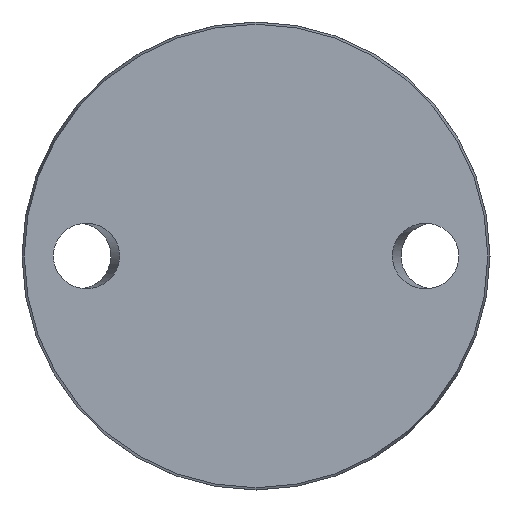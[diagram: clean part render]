
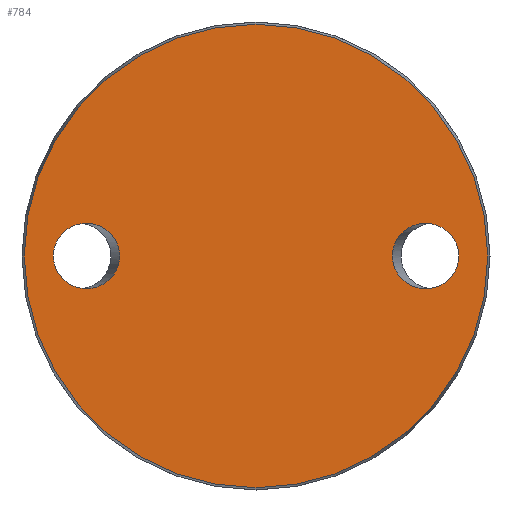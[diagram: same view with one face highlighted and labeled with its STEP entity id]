
A CAD part, front view. The second image highlights one B-rep face of the part: STEP entity #784.
In plain terms, the highlighted planar face has unit normal (0, -1, 0).
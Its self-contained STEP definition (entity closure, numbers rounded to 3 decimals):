
#4 = CARTESIAN_POINT ( 'NONE',  ( 34.385, 0., 0. ) ) ;
#12 = CARTESIAN_POINT ( 'NONE',  ( -51.115, 0., 0. ) ) ;
#38 = CARTESIAN_POINT ( 'NONE',  ( 0., 0., 0. ) ) ;
#79 = EDGE_CURVE ( 'NONE', #398, #398, #372, .T. ) ;
#104 = EDGE_LOOP ( 'NONE', ( #782 ) ) ;
#108 = DIRECTION ( 'NONE',  ( 0., 0., 1. ) ) ;
#136 = CARTESIAN_POINT ( 'NONE',  ( -51.115, 0., 0. ) ) ;
#165 = PLANE ( 'NONE',  #646 ) ;
#193 = CARTESIAN_POINT ( 'NONE',  ( -34.385, 0., 16.5 ) ) ;
#208 = DIRECTION ( 'NONE',  ( 0., -1., 0. ) ) ;
#233 = AXIS2_PLACEMENT_3D ( 'NONE', #38, #208, #402 ) ;
#234 = CARTESIAN_POINT ( 'NONE',  ( 51.115, 0., 0. ) ) ;
#235 = EDGE_LOOP ( 'NONE', ( #496 ) ) ;
#238 = CARTESIAN_POINT ( 'NONE',  ( 0., 0., -58.425 ) ) ;
#241 = CARTESIAN_POINT ( 'NONE',  ( 51.115, 0., 0. ) ) ;
#280 = CARTESIAN_POINT ( 'NONE',  ( 51.115, 0., 0. ) ) ;
#333 = FACE_BOUND ( 'NONE', #458, .T. ) ;
#359 = CIRCLE ( 'NONE', #233, 58.425 ) ;
#367 = CARTESIAN_POINT ( 'NONE',  ( -51.115, 0., 16.5 ) ) ;
#372 =( BOUNDED_CURVE ( )  B_SPLINE_CURVE ( 3, ( #12, #367, #193, #492, #613, #609, #136 ),
 .UNSPECIFIED., .T., .T. ) 
 B_SPLINE_CURVE_WITH_KNOTS ( ( 4, 3, 4 ),
 ( 0., 3.142, 6.283 ),
 .UNSPECIFIED. ) 
 CURVE ( )  GEOMETRIC_REPRESENTATION_ITEM ( )  RATIONAL_B_SPLINE_CURVE ( ( 1., 0.333, 0.333, 1., 0.333, 0.333, 1. ) ) 
 REPRESENTATION_ITEM ( '' )  );
#394 = FACE_OUTER_BOUND ( 'NONE', #104, .T. ) ;
#398 = VERTEX_POINT ( 'NONE', #701 ) ;
#400 = EDGE_CURVE ( 'NONE', #597, #597, #709, .T. ) ;
#402 = DIRECTION ( 'NONE',  ( 0., 0., -1. ) ) ;
#453 = ORIENTED_EDGE ( 'NONE', *, *, #79, .T. ) ;
#458 = EDGE_LOOP ( 'NONE', ( #453 ) ) ;
#466 = FACE_BOUND ( 'NONE', #235, .T. ) ;
#479 = CARTESIAN_POINT ( 'NONE',  ( 34.385, 0., 16.5 ) ) ;
#492 = CARTESIAN_POINT ( 'NONE',  ( -34.385, 0., 0. ) ) ;
#496 = ORIENTED_EDGE ( 'NONE', *, *, #400, .T. ) ;
#542 = CARTESIAN_POINT ( 'NONE',  ( 51.115, 0., -16.5 ) ) ;
#577 = DIRECTION ( 'NONE',  ( 0., 1., 0. ) ) ;
#597 = VERTEX_POINT ( 'NONE', #234 ) ;
#609 = CARTESIAN_POINT ( 'NONE',  ( -51.115, 0., -16.5 ) ) ;
#613 = CARTESIAN_POINT ( 'NONE',  ( -34.385, 0., -16.5 ) ) ;
#644 = CARTESIAN_POINT ( 'NONE',  ( -58.425, 0., 0. ) ) ;
#646 = AXIS2_PLACEMENT_3D ( 'NONE', #644, #577, #108 ) ;
#663 = EDGE_CURVE ( 'NONE', #791, #791, #359, .T. ) ;
#701 = CARTESIAN_POINT ( 'NONE',  ( -51.115, 0., 0. ) ) ;
#709 =( BOUNDED_CURVE ( )  B_SPLINE_CURVE ( 3, ( #280, #542, #790, #4, #479, #726, #241 ),
 .UNSPECIFIED., .T., .F. ) 
 B_SPLINE_CURVE_WITH_KNOTS ( ( 4, 3, 4 ),
 ( 0., 3.142, 6.283 ),
 .UNSPECIFIED. ) 
 CURVE ( )  GEOMETRIC_REPRESENTATION_ITEM ( )  RATIONAL_B_SPLINE_CURVE ( ( 1., 0.333, 0.333, 1., 0.333, 0.333, 1. ) ) 
 REPRESENTATION_ITEM ( '' )  );
#726 = CARTESIAN_POINT ( 'NONE',  ( 51.115, 0., 16.5 ) ) ;
#782 = ORIENTED_EDGE ( 'NONE', *, *, #663, .T. ) ;
#784 = ADVANCED_FACE ( 'NONE', ( #333, #466, #394 ), #165, .F. ) ;
#790 = CARTESIAN_POINT ( 'NONE',  ( 34.385, 0., -16.5 ) ) ;
#791 = VERTEX_POINT ( 'NONE', #238 ) ;
